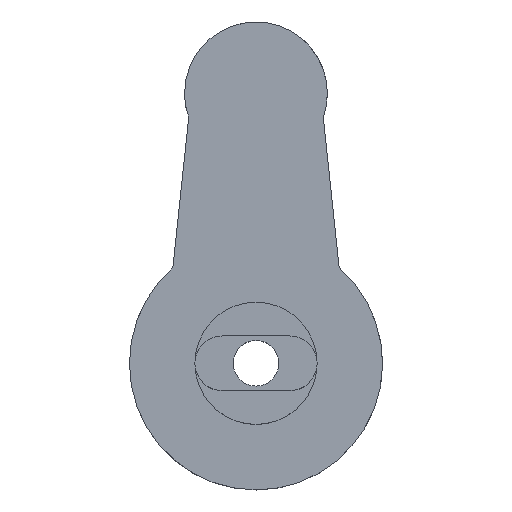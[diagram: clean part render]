
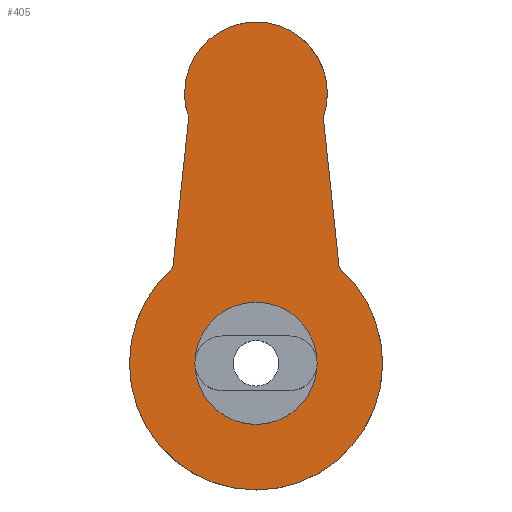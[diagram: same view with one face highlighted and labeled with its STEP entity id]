
A CAD part, top view. The second image highlights one B-rep face of the part: STEP entity #405.
In plain terms, the highlighted planar face has unit normal (0, 0, 1).
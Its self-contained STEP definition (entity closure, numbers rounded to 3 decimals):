
#20=FACE_BOUND('',#99,.T.);
#41=PLANE('',#473);
#67=FACE_OUTER_BOUND('',#98,.T.);
#98=EDGE_LOOP('',(#366,#367,#368,#369,#370,#371));
#99=EDGE_LOOP('',(#372));
#124=LINE('',#720,#150);
#126=LINE('',#723,#152);
#150=VECTOR('',#602,10.);
#152=VECTOR('',#606,10.);
#162=CIRCLE('',#438,5.55);
#163=CIRCLE('',#439,5.55);
#167=CIRCLE('',#446,3.13);
#168=CIRCLE('',#447,3.13);
#180=CIRCLE('',#469,2.68);
#191=VERTEX_POINT('',#643);
#192=VERTEX_POINT('',#645);
#193=VERTEX_POINT('',#648);
#198=VERTEX_POINT('',#662);
#199=VERTEX_POINT('',#664);
#200=VERTEX_POINT('',#667);
#214=VERTEX_POINT('',#713);
#229=EDGE_CURVE('',#192,#191,#162,.T.);
#231=EDGE_CURVE('',#193,#192,#163,.T.);
#238=EDGE_CURVE('',#199,#198,#167,.T.);
#240=EDGE_CURVE('',#200,#199,#168,.T.);
#263=EDGE_CURVE('',#214,#214,#180,.T.);
#266=EDGE_CURVE('',#198,#193,#124,.T.);
#268=EDGE_CURVE('',#191,#200,#126,.T.);
#366=ORIENTED_EDGE('',*,*,#231,.T.);
#367=ORIENTED_EDGE('',*,*,#229,.T.);
#368=ORIENTED_EDGE('',*,*,#268,.T.);
#369=ORIENTED_EDGE('',*,*,#240,.T.);
#370=ORIENTED_EDGE('',*,*,#238,.T.);
#371=ORIENTED_EDGE('',*,*,#266,.T.);
#372=ORIENTED_EDGE('',*,*,#263,.T.);
#405=ADVANCED_FACE('',(#67,#20),#41,.T.);
#438=AXIS2_PLACEMENT_3D('',#646,#516,#517);
#439=AXIS2_PLACEMENT_3D('',#649,#519,#520);
#446=AXIS2_PLACEMENT_3D('',#665,#536,#537);
#447=AXIS2_PLACEMENT_3D('',#668,#539,#540);
#469=AXIS2_PLACEMENT_3D('',#715,#594,#595);
#473=AXIS2_PLACEMENT_3D('',#724,#607,#608);
#516=DIRECTION('center_axis',(0.,0.,1.));
#517=DIRECTION('ref_axis',(1.,0.,0.));
#519=DIRECTION('center_axis',(0.,0.,1.));
#520=DIRECTION('ref_axis',(1.,0.,0.));
#536=DIRECTION('center_axis',(0.,0.,1.));
#537=DIRECTION('ref_axis',(1.,0.,0.));
#539=DIRECTION('center_axis',(0.,0.,1.));
#540=DIRECTION('ref_axis',(1.,0.,0.));
#594=DIRECTION('center_axis',(0.,0.,-1.));
#595=DIRECTION('ref_axis',(1.,0.,0.));
#602=DIRECTION('',(-0.104,-0.995,0.));
#606=DIRECTION('',(-0.104,0.995,0.));
#607=DIRECTION('center_axis',(0.,0.,1.));
#608=DIRECTION('ref_axis',(1.,0.,0.));
#643=CARTESIAN_POINT('',(94.759,10.807,1.));
#645=CARTESIAN_POINT('',(85.563,6.622,1.));
#646=CARTESIAN_POINT('Origin',(91.113,6.622,1.));
#648=CARTESIAN_POINT('',(87.468,10.807,1.));
#649=CARTESIAN_POINT('Origin',(91.113,6.622,1.));
#662=CARTESIAN_POINT('',(88.162,17.42,1.));
#664=CARTESIAN_POINT('',(87.983,18.462,1.));
#665=CARTESIAN_POINT('Origin',(91.113,18.462,1.));
#667=CARTESIAN_POINT('',(94.064,17.42,1.));
#668=CARTESIAN_POINT('Origin',(91.113,18.462,1.));
#713=CARTESIAN_POINT('',(88.433,6.622,1.));
#715=CARTESIAN_POINT('Origin',(91.113,6.622,1.));
#720=CARTESIAN_POINT('',(87.468,10.807,1.));
#723=CARTESIAN_POINT('',(94.759,10.807,1.));
#724=CARTESIAN_POINT('Origin',(91.113,11.332,1.));
